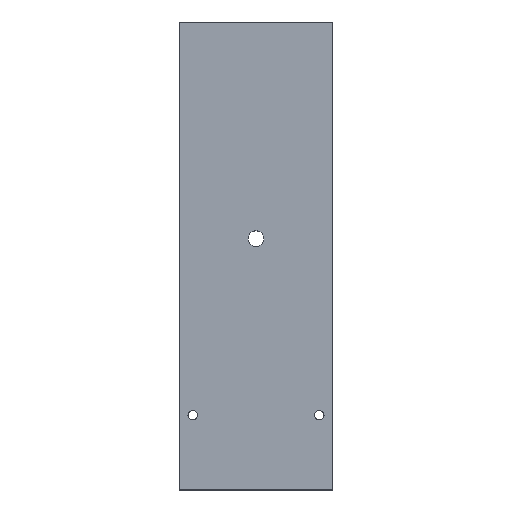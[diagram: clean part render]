
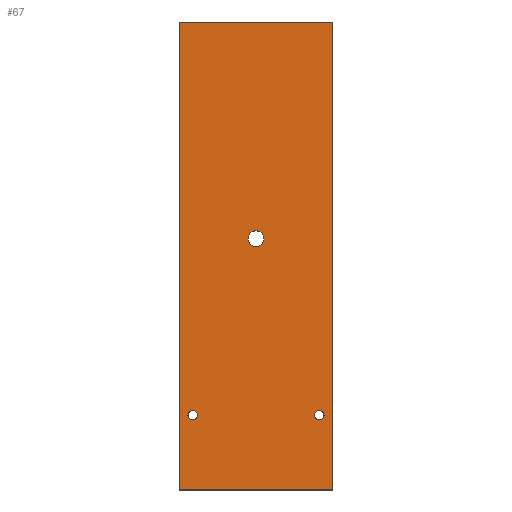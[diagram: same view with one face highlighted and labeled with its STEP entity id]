
A CAD part, top view. The second image highlights one B-rep face of the part: STEP entity #67.
In plain terms, the highlighted planar face has unit normal (0, 0, 1).
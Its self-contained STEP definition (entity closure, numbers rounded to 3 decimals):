
#67 = ADVANCED_FACE( '', ( #145, #146, #147, #148 ), #149, .T. );
#145 = FACE_BOUND( '', #222, .T. );
#146 = FACE_BOUND( '', #223, .T. );
#147 = FACE_BOUND( '', #224, .T. );
#148 = FACE_OUTER_BOUND( '', #225, .T. );
#149 = PLANE( '', #226 );
#222 = EDGE_LOOP( '', ( #328 ) );
#223 = EDGE_LOOP( '', ( #329 ) );
#224 = EDGE_LOOP( '', ( #330 ) );
#225 = EDGE_LOOP( '', ( #331, #332, #333, #334 ) );
#226 = AXIS2_PLACEMENT_3D( '', #335, #336, #337 );
#328 = ORIENTED_EDGE( '', *, *, #371, .F. );
#329 = ORIENTED_EDGE( '', *, *, #397, .F. );
#330 = ORIENTED_EDGE( '', *, *, #379, .T. );
#331 = ORIENTED_EDGE( '', *, *, #388, .T. );
#332 = ORIENTED_EDGE( '', *, *, #385, .F. );
#333 = ORIENTED_EDGE( '', *, *, #399, .F. );
#334 = ORIENTED_EDGE( '', *, *, #400, .F. );
#335 = CARTESIAN_POINT( '', ( 40., 500., 22.5 ) );
#336 = DIRECTION( '', ( 0., 0., 1. ) );
#337 = DIRECTION( '', ( 1., 0., 0. ) );
#371 = EDGE_CURVE( '', #420, #420, #421, .T. );
#379 = EDGE_CURVE( '', #433, #433, #434, .T. );
#385 = EDGE_CURVE( '', #442, #444, #445, .T. );
#388 = EDGE_CURVE( '', #448, #444, #449, .T. );
#397 = EDGE_CURVE( '', #461, #461, #462, .T. );
#399 = EDGE_CURVE( '', #464, #442, #465, .T. );
#400 = EDGE_CURVE( '', #448, #464, #466, .T. );
#420 = VERTEX_POINT( '', #485 );
#421 = CIRCLE( '', #486, 1.23 );
#433 = VERTEX_POINT( '', #498 );
#434 = CIRCLE( '', #499, 2.05 );
#442 = VERTEX_POINT( '', #508 );
#444 = VERTEX_POINT( '', #511 );
#445 = LINE( '', #512, #513 );
#448 = VERTEX_POINT( '', #517 );
#449 = LINE( '', #518, #519 );
#461 = VERTEX_POINT( '', #535 );
#462 = CIRCLE( '', #536, 1.23 );
#464 = VERTEX_POINT( '', #538 );
#465 = LINE( '', #539, #540 );
#466 = LINE( '', #541, #542 );
#485 = CARTESIAN_POINT( '', ( 27.73, 197.5, 22.5 ) );
#486 = AXIS2_PLACEMENT_3D( '', #563, #564, #565 );
#498 = CARTESIAN_POINT( '', ( 12.05, 243.5, 22.5 ) );
#499 = AXIS2_PLACEMENT_3D( '', #578, #579, #580 );
#508 = CARTESIAN_POINT( '', ( 30., 178., 22.5 ) );
#511 = CARTESIAN_POINT( '', ( -10., 178., 22.5 ) );
#512 = CARTESIAN_POINT( '', ( 40., 178., 22.5 ) );
#513 = VECTOR( '', #586, 1000. );
#517 = CARTESIAN_POINT( '', ( -10., 300., 22.5 ) );
#518 = CARTESIAN_POINT( '', ( -10., 500., 22.5 ) );
#519 = VECTOR( '', #588, 1000. );
#535 = CARTESIAN_POINT( '', ( -5.271, 197.5, 22.5 ) );
#536 = AXIS2_PLACEMENT_3D( '', #596, #597, #598 );
#538 = CARTESIAN_POINT( '', ( 30., 300., 22.5 ) );
#539 = CARTESIAN_POINT( '', ( 30., 500., 22.5 ) );
#540 = VECTOR( '', #599, 1000. );
#541 = CARTESIAN_POINT( '', ( 0., 300., 22.5 ) );
#542 = VECTOR( '', #600, 1000. );
#563 = CARTESIAN_POINT( '', ( 26.5, 197.5, 22.5 ) );
#564 = DIRECTION( '', ( 0., 0., 1. ) );
#565 = DIRECTION( '', ( 1., 0., 0. ) );
#578 = CARTESIAN_POINT( '', ( 10., 243.5, 22.5 ) );
#579 = DIRECTION( '', ( 0., 0., -1. ) );
#580 = DIRECTION( '', ( 1., 0., 0. ) );
#586 = DIRECTION( '', ( -1., 0., 0. ) );
#588 = DIRECTION( '', ( 0., -1., 0. ) );
#596 = CARTESIAN_POINT( '', ( -6.5, 197.5, 22.5 ) );
#597 = DIRECTION( '', ( 0., 0., 1. ) );
#598 = DIRECTION( '', ( 1., 0., 0. ) );
#599 = DIRECTION( '', ( 0., -1., 0. ) );
#600 = DIRECTION( '', ( 1., 0., 0. ) );
